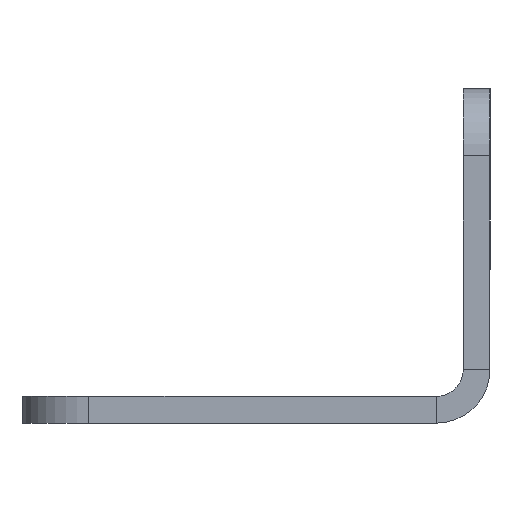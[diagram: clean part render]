
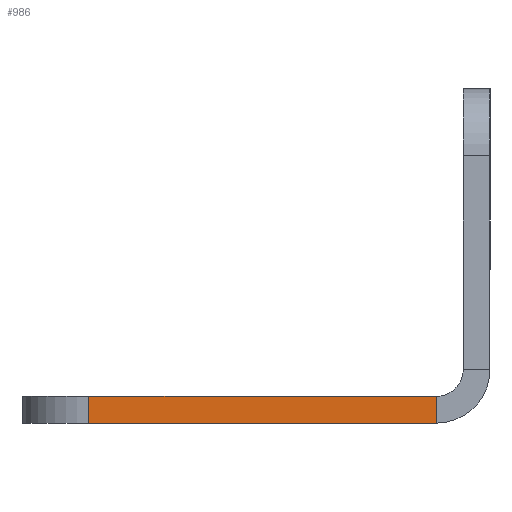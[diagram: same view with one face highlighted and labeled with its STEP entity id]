
A CAD part, left-side view. The second image highlights one B-rep face of the part: STEP entity #986.
In plain terms, the highlighted planar face has unit normal (-1, 0, 0).
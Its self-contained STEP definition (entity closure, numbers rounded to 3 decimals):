
#337 = EDGE_LOOP ( 'NONE', ( #1249, #3976, #3054, #2231 ) ) ;
#655 = LINE ( 'NONE', #4553, #1552 ) ;
#783 = DIRECTION ( 'NONE',  ( 0., 0., 1. ) ) ;
#986 = ADVANCED_FACE ( 'NONE', ( #4344 ), #1119, .T. ) ;
#1117 = VERTEX_POINT ( 'NONE', #2127 ) ;
#1119 = PLANE ( 'NONE',  #1341 ) ;
#1144 = DIRECTION ( 'NONE',  ( -1., 0., 0. ) ) ;
#1223 = LINE ( 'NONE', #3339, #1447 ) ;
#1249 = ORIENTED_EDGE ( 'NONE', *, *, #1740, .F. ) ;
#1341 = AXIS2_PLACEMENT_3D ( 'NONE', #2538, #1144, #783 ) ;
#1350 = EDGE_CURVE ( 'NONE', #3915, #1765, #655, .T. ) ;
#1447 = VECTOR ( 'NONE', #2246, 1000. ) ;
#1552 = VECTOR ( 'NONE', #4119, 1000. ) ;
#1601 = CARTESIAN_POINT ( 'NONE',  ( -100., 0., 2. ) ) ;
#1740 = EDGE_CURVE ( 'NONE', #1117, #3671, #3980, .T. ) ;
#1765 = VERTEX_POINT ( 'NONE', #3437 ) ;
#1847 = CARTESIAN_POINT ( 'NONE',  ( -100., 4., 2. ) ) ;
#2081 = VECTOR ( 'NONE', #3020, 1000. ) ;
#2127 = CARTESIAN_POINT ( 'NONE',  ( -100., 30., 2. ) ) ;
#2231 = ORIENTED_EDGE ( 'NONE', *, *, #3153, .T. ) ;
#2246 = DIRECTION ( 'NONE',  ( 0., 0., 1. ) ) ;
#2538 = CARTESIAN_POINT ( 'NONE',  ( -100., 2., 4. ) ) ;
#2848 = VECTOR ( 'NONE', #3317, 1000. ) ;
#3020 = DIRECTION ( 'NONE',  ( 0., -1., 0. ) ) ;
#3054 = ORIENTED_EDGE ( 'NONE', *, *, #1350, .T. ) ;
#3153 = EDGE_CURVE ( 'NONE', #1765, #3671, #1223, .T. ) ;
#3317 = DIRECTION ( 'NONE',  ( 0., 0., -1. ) ) ;
#3339 = CARTESIAN_POINT ( 'NONE',  ( -100., 4., 0. ) ) ;
#3393 = CARTESIAN_POINT ( 'NONE',  ( -100., 30., 0. ) ) ;
#3437 = CARTESIAN_POINT ( 'NONE',  ( -100., 4., 0. ) ) ;
#3662 = CARTESIAN_POINT ( 'NONE',  ( -100., 30., 4. ) ) ;
#3671 = VERTEX_POINT ( 'NONE', #1847 ) ;
#3915 = VERTEX_POINT ( 'NONE', #3393 ) ;
#3976 = ORIENTED_EDGE ( 'NONE', *, *, #4273, .T. ) ;
#3980 = LINE ( 'NONE', #1601, #2081 ) ;
#4119 = DIRECTION ( 'NONE',  ( 0., -1., 0. ) ) ;
#4273 = EDGE_CURVE ( 'NONE', #1117, #3915, #4424, .T. ) ;
#4344 = FACE_OUTER_BOUND ( 'NONE', #337, .T. ) ;
#4424 = LINE ( 'NONE', #3662, #2848 ) ;
#4553 = CARTESIAN_POINT ( 'NONE',  ( -100., 0., 0. ) ) ;
